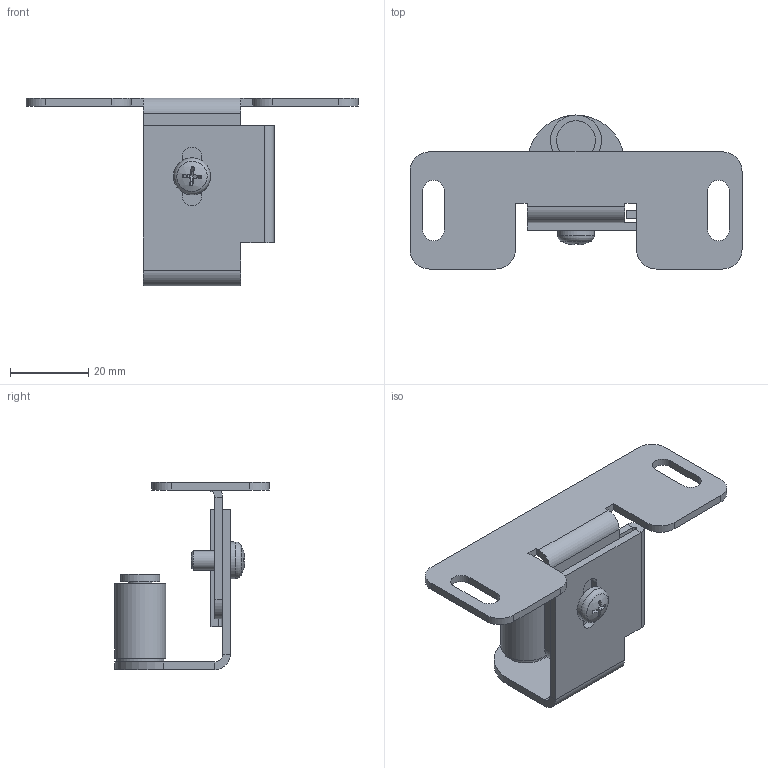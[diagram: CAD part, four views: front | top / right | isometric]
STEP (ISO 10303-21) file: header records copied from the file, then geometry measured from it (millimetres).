
FILE_DESCRIPTION(/* description */ (''),/* implementation_level */ '2;1');
FILE_NAME(/* name */ '1130.stp',/* time_stamp */ '2019-08-05T09:32:04+02:00',/* author */ ('DOMINIQUE'),/* organization */ (''),/* preprocessor_version */ 'ST-DEVELOPER v17.2',/* originating_system */ 'Autodesk Inventor 2019',/* authorisation */ '');
FILE_SCHEMA (('AUTOMOTIVE_DESIGN { 1 0 10303 214 3 1 1 }'));
Length unit declared in the file: millimetre
Products named in the file (7): Guide K+V; Guide K; Guide B p1; ISO 7045 - M5 x 10 - 4.8 - H; 20131; Axe olive; 06109
Assembly tree (6 placements, depth 2):
  Guide K+V
    Guide K
    Guide B p1
    ISO 7045 - M5 x 10 - 4.8 - H
    20131
    Axe olive
    06109
Bounding box: 85 x 39.5 x 48 mm (x, y, z)
Volume: 12518 mm3; surface area: 14690 mm2
Topology: 7 solids, 7 shells, 129 faces, 318 edges, 212 vertices
Faces by surface type: plane 71, cylinder 40, cone 12, torus 5, sphere 1
Full cylindrical faces by diameter (mm): 4.134 x1, 4.567 x1, 5 x2, 5.2 x1, 5.3 x1, 6 x1, 6.1 x1, 8 x1, 9 x2, 9.1 x2, 10 x3, 10.1 x1, 12 x1, 13 x1
Entity records: 4316 total; most frequent: CARTESIAN_POINT 847, DIRECTION 711, ORIENTED_EDGE 634, EDGE_CURVE 317, AXIS2_PLACEMENT_3D 276, VERTEX_POINT 212, LINE 159, VECTOR 159
